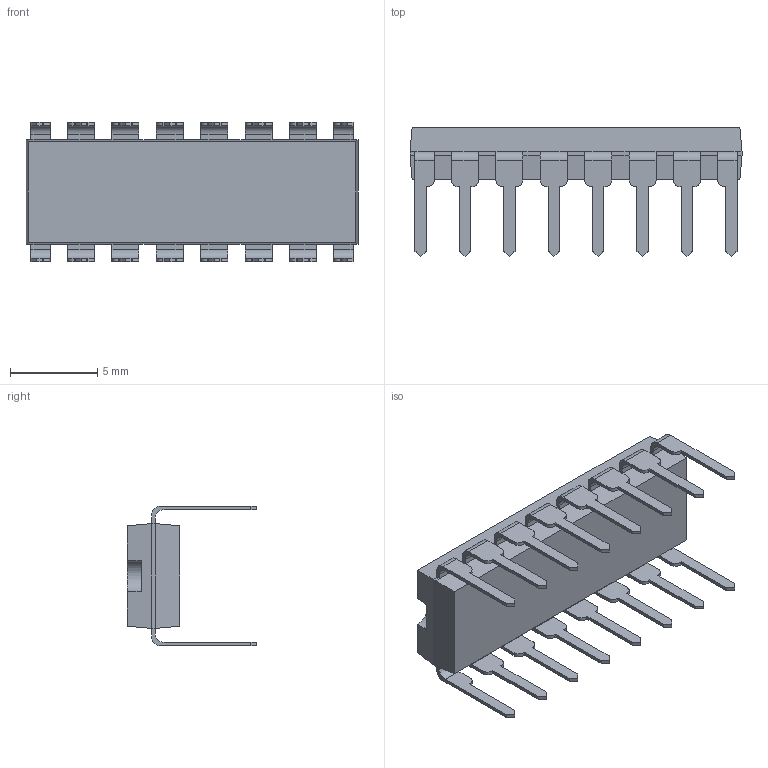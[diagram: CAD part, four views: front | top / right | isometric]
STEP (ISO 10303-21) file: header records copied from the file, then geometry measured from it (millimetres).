
FILE_DESCRIPTION (( 'STEP AP214' ), '1' );
FILE_NAME ('soic16.STEP', '2017-09-17T03:28:02', ( '' ), ( '' ), 'SwSTEP 2.0', 'SolidWorks 2015', '' );
FILE_SCHEMA (( 'AUTOMOTIVE_DESIGN' ));
Length unit declared in the file: millimetre
Products named in the file (1): soic16
Bounding box: 19 x 7.4 x 8 mm (x, y, z)
Volume: 353 mm3; surface area: 604 mm2
Topology: 1 solids, 1 shells, 281 faces, 760 edges, 482 vertices
Faces by surface type: plane 216, cylinder 65
Entity records: 9111 total; most frequent: CARTESIAN_POINT 1530, ORIENTED_EDGE 1520, DIRECTION 1450, EDGE_CURVE 760, LINE 630, VECTOR 630, VERTEX_POINT 482, AXIS2_PLACEMENT_3D 410
